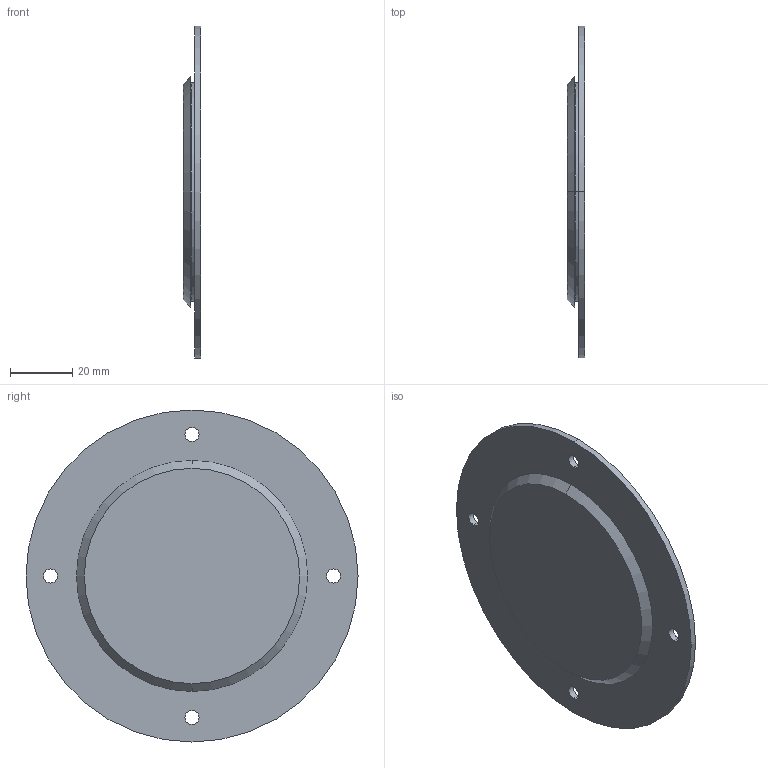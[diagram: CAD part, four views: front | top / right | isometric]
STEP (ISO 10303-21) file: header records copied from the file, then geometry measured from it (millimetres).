
FILE_DESCRIPTION (( 'STEP AP203' ), '1' );
FILE_NAME ('Dummy-PT(0-65)-FLAT.STEP', '2012-10-02T23:48:46', ( 'user' ), ( '' ), 'SwSTEP 2.0', 'SolidWorks 2012', '' );
FILE_SCHEMA (( 'CONFIG_CONTROL_DESIGN' ));
Length unit declared in the file: millimetre
Products named in the file (1): Dummy-PT(0-65)-FLAT
Bounding box: 5.7 x 106.4 x 106.4 mm (x, y, z)
Volume: 19365.7 mm3; surface area: 21013.4 mm2
Topology: 1 solids, 1 shells, 47 faces, 100 edges, 66 vertices
Faces by surface type: torus 16, cylinder 14, plane 13, cone 4
Entity records: 1413 total; most frequent: DIRECTION 278, CARTESIAN_POINT 214, ORIENTED_EDGE 200, AXIS2_PLACEMENT_3D 130, EDGE_CURVE 100, CIRCLE 82, VERTEX_POINT 66, EDGE_LOOP 66
